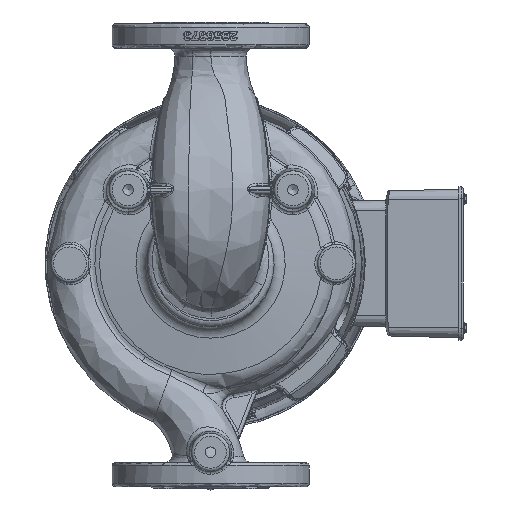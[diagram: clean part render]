
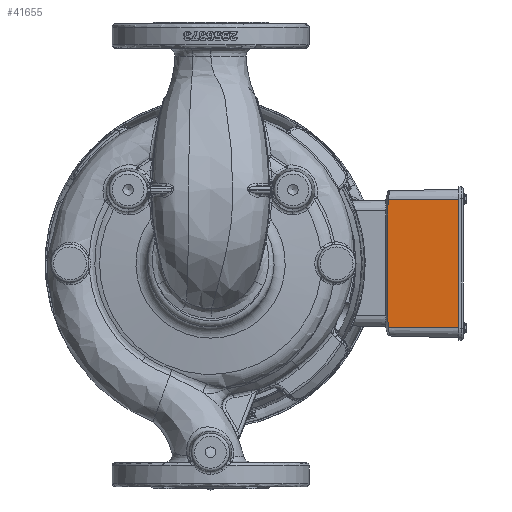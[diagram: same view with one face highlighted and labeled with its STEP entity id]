
A CAD part, front view. The second image highlights one B-rep face of the part: STEP entity #41655.
In plain terms, the highlighted planar face has unit normal (-0.026, -1, 0).
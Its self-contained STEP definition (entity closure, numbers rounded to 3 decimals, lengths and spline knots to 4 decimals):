
#545=(
BOUNDED_CURVE()
B_SPLINE_CURVE(2,(#140364,#140365,#140366),.UNSPECIFIED.,.F.,.F.)
B_SPLINE_CURVE_WITH_KNOTS((3,3),(15.943,23.4848),
 .UNSPECIFIED.)
CURVE()
GEOMETRIC_REPRESENTATION_ITEM()
RATIONAL_B_SPLINE_CURVE((7.782,8.562,8.562))
REPRESENTATION_ITEM('')
);
#546=(
BOUNDED_CURVE()
B_SPLINE_CURVE(2,(#140369,#140370,#140371,#140372),.UNSPECIFIED.,.F.,.F.)
B_SPLINE_CURVE_WITH_KNOTS((3,1,3),(23.4848,24.0956,31.0266),
 .UNSPECIFIED.)
CURVE()
GEOMETRIC_REPRESENTATION_ITEM()
RATIONAL_B_SPLINE_CURVE((8.562,8.562,8.498,
7.782))
REPRESENTATION_ITEM('')
);
#1169=PLANE('',#45276);
#4426=LINE('',#140249,#6727);
#4438=LINE('',#140343,#6739);
#4439=LINE('',#140362,#6740);
#4440=LINE('',#140368,#6741);
#6727=VECTOR('',#54420,39.3701);
#6739=VECTOR('',#54456,39.3701);
#6740=VECTOR('',#54459,39.3701);
#6741=VECTOR('',#54460,39.3701);
#9158=FACE_OUTER_BOUND('',#11431,.T.);
#11431=EDGE_LOOP('',(#36174,#36175,#36176,#36177,#36178,#36179));
#19006=VERTEX_POINT('',#140246);
#19007=VERTEX_POINT('',#140248);
#19024=VERTEX_POINT('',#140342);
#19025=VERTEX_POINT('',#140361);
#19026=VERTEX_POINT('',#140363);
#19027=VERTEX_POINT('',#140367);
#25260=EDGE_CURVE('',#19007,#19006,#4426,.T.);
#25284=EDGE_CURVE('',#19024,#19006,#4438,.T.);
#25286=EDGE_CURVE('',#19025,#19007,#4439,.T.);
#25287=EDGE_CURVE('',#19024,#19026,#545,.T.);
#25288=EDGE_CURVE('',#19026,#19027,#4440,.T.);
#25289=EDGE_CURVE('',#19027,#19025,#546,.T.);
#36174=ORIENTED_EDGE('',*,*,#25286,.T.);
#36175=ORIENTED_EDGE('',*,*,#25260,.T.);
#36176=ORIENTED_EDGE('',*,*,#25284,.F.);
#36177=ORIENTED_EDGE('',*,*,#25287,.T.);
#36178=ORIENTED_EDGE('',*,*,#25288,.T.);
#36179=ORIENTED_EDGE('',*,*,#25289,.T.);
#41655=ADVANCED_FACE('',(#9158),#1169,.T.);
#45276=AXIS2_PLACEMENT_3D('',#140360,#54457,#54458);
#54420=DIRECTION('',(0.,0.,1.));
#54456=DIRECTION('',(1.,-0.026,0.));
#54457=DIRECTION('center_axis',(-0.026,-1.,
0.));
#54458=DIRECTION('ref_axis',(-1.,0.026,0.));
#54459=DIRECTION('',(1.,-0.026,0.));
#54460=DIRECTION('',(0.,0.,-1.));
#140246=CARTESIAN_POINT('',(7.7156,14.2681,2.));
#140248=CARTESIAN_POINT('',(7.7156,14.2681,-2.));
#140249=CARTESIAN_POINT('',(7.7156,14.2681,-2.));
#140342=CARTESIAN_POINT('',(5.527,14.3254,2.));
#140343=CARTESIAN_POINT('',(7.7472,14.2673,2.));
#140360=CARTESIAN_POINT('Origin',(7.7472,14.2673,-2.));
#140361=CARTESIAN_POINT('',(5.527,14.3254,-2.));
#140362=CARTESIAN_POINT('',(7.7472,14.2673,-2.));
#140363=CARTESIAN_POINT('',(5.4971,14.3262,1.63));
#140364=CARTESIAN_POINT('Ctrl Pts',(5.527,14.3254,2.));
#140365=CARTESIAN_POINT('Ctrl Pts',(5.4971,14.3262,1.7981));
#140366=CARTESIAN_POINT('Ctrl Pts',(5.4971,14.3262,1.63));
#140367=CARTESIAN_POINT('',(5.4971,14.3262,-1.63));
#140368=CARTESIAN_POINT('',(5.4971,14.3262,-2.));
#140369=CARTESIAN_POINT('Ctrl Pts',(5.4971,14.3262,-1.63));
#140370=CARTESIAN_POINT('Ctrl Pts',(5.4971,14.3262,-1.6436));
#140371=CARTESIAN_POINT('Ctrl Pts',(5.4993,14.3262,-1.8131));
#140372=CARTESIAN_POINT('Ctrl Pts',(5.527,14.3254,-2.));
